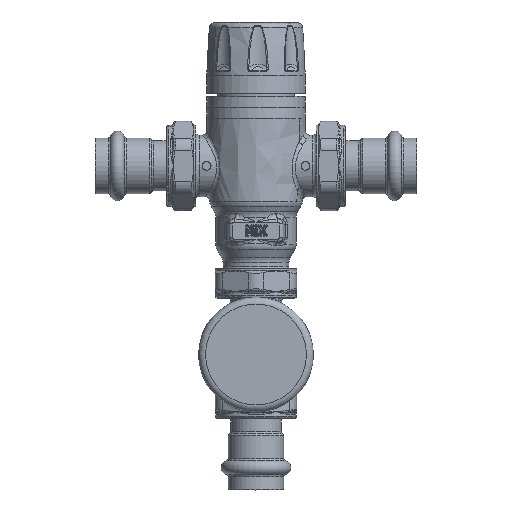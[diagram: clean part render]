
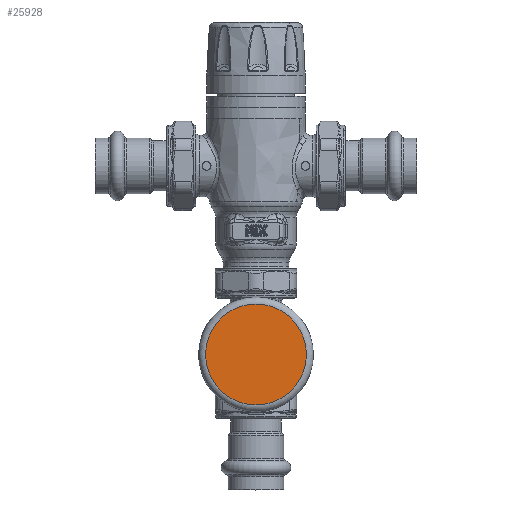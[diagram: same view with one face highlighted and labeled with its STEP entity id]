
A CAD part, top view. The second image highlights one B-rep face of the part: STEP entity #25928.
In plain terms, the highlighted planar face has unit normal (0, 0, 1).
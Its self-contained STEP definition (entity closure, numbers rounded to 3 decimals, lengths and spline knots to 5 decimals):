
#1613=PLANE('',#28918);
#3287=FACE_OUTER_BOUND('',#5012,.T.);
#5012=EDGE_LOOP('',(#22691));
#6488=CIRCLE('',#28912,0.905);
#11564=VERTEX_POINT('',#103904);
#15271=EDGE_CURVE('',#11564,#11564,#6488,.T.);
#22691=ORIENTED_EDGE('',*,*,#15271,.F.);
#25928=ADVANCED_FACE('',(#3287),#1613,.T.);
#28912=AXIS2_PLACEMENT_3D('',#103905,#35623,#35624);
#28918=AXIS2_PLACEMENT_3D('',#103915,#35636,#35637);
#35623=DIRECTION('center_axis',(0.,0.,-1.));
#35624=DIRECTION('ref_axis',(-1.,0.,0.));
#35636=DIRECTION('center_axis',(0.,0.,1.));
#35637=DIRECTION('ref_axis',(1.,0.,0.));
#103904=CARTESIAN_POINT('',(-0.905,0.,0.41));
#103905=CARTESIAN_POINT('Origin',(0.,0.,0.41));
#103915=CARTESIAN_POINT('Origin',(0.,0.,0.41));
